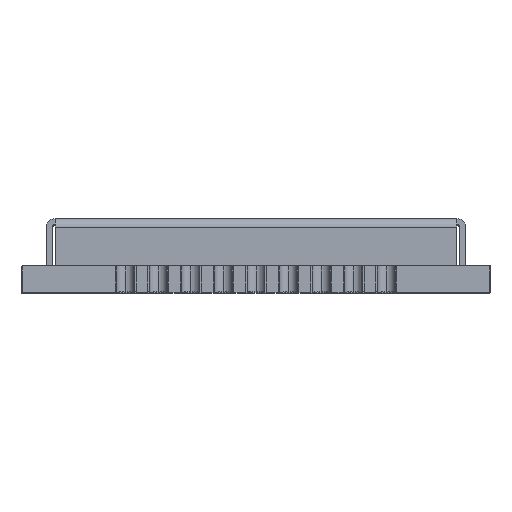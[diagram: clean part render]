
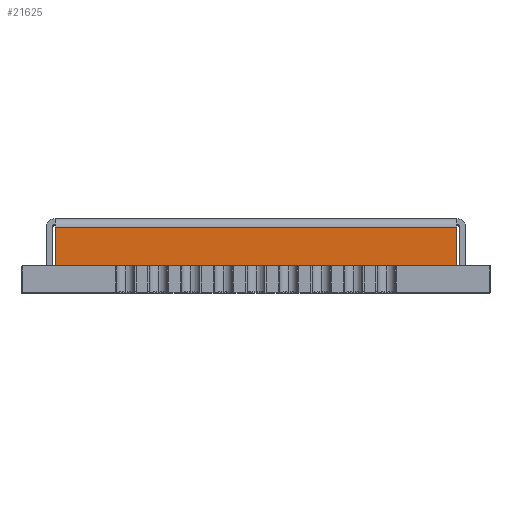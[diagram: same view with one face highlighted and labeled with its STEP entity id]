
A CAD part, top view. The second image highlights one B-rep face of the part: STEP entity #21625.
In plain terms, the highlighted planar face has unit normal (0, 0, 1).
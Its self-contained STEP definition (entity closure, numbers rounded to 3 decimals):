
#557 = DIRECTION ( 'NONE',  ( 0., 1., 0. ) ) ;
#1414 = DIRECTION ( 'NONE',  ( 1., 0., 0. ) ) ;
#3158 = ORIENTED_EDGE ( 'NONE', *, *, #21312, .T. ) ;
#3267 = LINE ( 'NONE', #9516, #4680 ) ;
#3277 = ORIENTED_EDGE ( 'NONE', *, *, #19692, .T. ) ;
#4646 = ORIENTED_EDGE ( 'NONE', *, *, #21516, .T. ) ;
#4680 = VECTOR ( 'NONE', #11538, 1000. ) ;
#7297 = DIRECTION ( 'NONE',  ( -1., 0., 0. ) ) ;
#7420 = CARTESIAN_POINT ( 'NONE',  ( -6.775, 0.9, 8.025 ) ) ;
#7721 = VECTOR ( 'NONE', #1414, 1000. ) ;
#7831 = CARTESIAN_POINT ( 'NONE',  ( 6.775, 2.2, 8.025 ) ) ;
#8571 = LINE ( 'NONE', #23636, #7721 ) ;
#8870 = FACE_OUTER_BOUND ( 'NONE', #19595, .T. ) ;
#9063 = DIRECTION ( 'NONE',  ( 0., 0., -1. ) ) ;
#9516 = CARTESIAN_POINT ( 'NONE',  ( -6.775, 0., 8.025 ) ) ;
#9530 = VECTOR ( 'NONE', #10703, 1000. ) ;
#9585 = CARTESIAN_POINT ( 'NONE',  ( -6.775, 2.2, 8.025 ) ) ;
#9721 = CARTESIAN_POINT ( 'NONE',  ( 6.775, 0., 8.025 ) ) ;
#10298 = VECTOR ( 'NONE', #557, 1000. ) ;
#10703 = DIRECTION ( 'NONE',  ( -1., 0., 0. ) ) ;
#11315 = VERTEX_POINT ( 'NONE', #23330 ) ;
#11538 = DIRECTION ( 'NONE',  ( 0., 1., 0. ) ) ;
#12676 = VERTEX_POINT ( 'NONE', #7831 ) ;
#12936 = CARTESIAN_POINT ( 'NONE',  ( -7.075, 2.5, 8.025 ) ) ;
#13018 = LINE ( 'NONE', #21826, #9530 ) ;
#13759 = VERTEX_POINT ( 'NONE', #9585 ) ;
#16063 = LINE ( 'NONE', #9721, #10298 ) ;
#16215 = ORIENTED_EDGE ( 'NONE', *, *, #19723, .F. ) ;
#19595 = EDGE_LOOP ( 'NONE', ( #4646, #3158, #3277, #16215 ) ) ;
#19692 = EDGE_CURVE ( 'NONE', #12676, #13759, #13018, .T. ) ;
#19723 = EDGE_CURVE ( 'NONE', #22701, #13759, #3267, .T. ) ;
#20103 = PLANE ( 'NONE',  #21338 ) ;
#21312 = EDGE_CURVE ( 'NONE', #11315, #12676, #16063, .T. ) ;
#21338 = AXIS2_PLACEMENT_3D ( 'NONE', #12936, #9063, #7297 ) ;
#21516 = EDGE_CURVE ( 'NONE', #22701, #11315, #8571, .T. ) ;
#21625 = ADVANCED_FACE ( 'NONE', ( #8870 ), #20103, .F. ) ;
#21826 = CARTESIAN_POINT ( 'NONE',  ( -7.075, 2.2, 8.025 ) ) ;
#22701 = VERTEX_POINT ( 'NONE', #7420 ) ;
#23330 = CARTESIAN_POINT ( 'NONE',  ( 6.775, 0.9, 8.025 ) ) ;
#23636 = CARTESIAN_POINT ( 'NONE',  ( -7.075, 0.9, 8.025 ) ) ;
